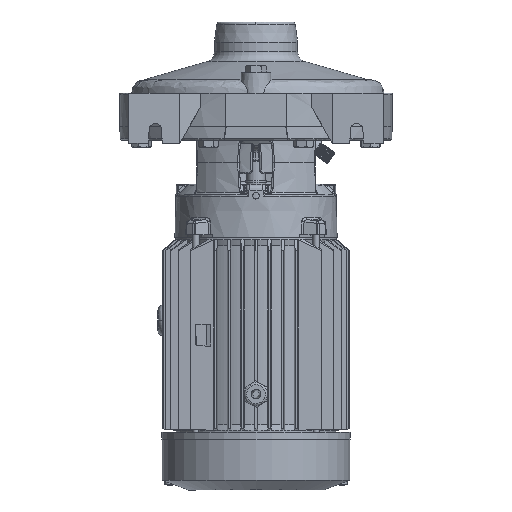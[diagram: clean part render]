
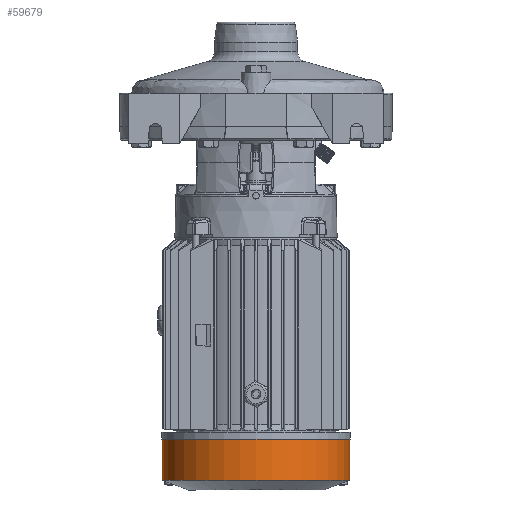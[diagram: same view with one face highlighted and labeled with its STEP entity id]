
A CAD part, front view. The second image highlights one B-rep face of the part: STEP entity #59679.
In plain terms, the highlighted cylindrical face has radius 70 mm (diameter 140 mm), a partial arc.
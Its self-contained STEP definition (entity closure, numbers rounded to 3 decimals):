
#2824 = CARTESIAN_POINT ( 'NONE',  ( 0., 0., 154. ) ) ;
#11609 = EDGE_CURVE ( 'NONE', #125138, #66252, #148787, .T. ) ;
#19490 = CARTESIAN_POINT ( 'NONE',  ( 70., 0., 154. ) ) ;
#22129 = VERTEX_POINT ( 'NONE', #32208 ) ;
#24953 = CARTESIAN_POINT ( 'NONE',  ( -70., 0., 154. ) ) ;
#30656 = VERTEX_POINT ( 'NONE', #24953 ) ;
#32208 = CARTESIAN_POINT ( 'NONE',  ( -70., 0., 184.697 ) ) ;
#36195 = VECTOR ( 'NONE', #78168, 1000. ) ;
#37466 = CARTESIAN_POINT ( 'NONE',  ( 70., 0., 154. ) ) ;
#53603 = DIRECTION ( 'NONE',  ( 1., 0., 0. ) ) ;
#53622 = CIRCLE ( 'NONE', #160933, 70. ) ;
#54257 = DIRECTION ( 'NONE',  ( 0., 0., 1. ) ) ;
#54609 = CARTESIAN_POINT ( 'NONE',  ( 0., 0., 154. ) ) ;
#59679 = ADVANCED_FACE ( 'NONE', ( #176125 ), #206617, .T. ) ;
#66252 = VERTEX_POINT ( 'NONE', #85397 ) ;
#67144 = EDGE_CURVE ( 'NONE', #30656, #22129, #105552, .T. ) ;
#78168 = DIRECTION ( 'NONE',  ( 0., 0., 1. ) ) ;
#78880 = AXIS2_PLACEMENT_3D ( 'NONE', #2824, #96283, #111007 ) ;
#85397 = CARTESIAN_POINT ( 'NONE',  ( 70., 0., 184.697 ) ) ;
#90109 = ORIENTED_EDGE ( 'NONE', *, *, #67144, .F. ) ;
#93686 = DIRECTION ( 'NONE',  ( 1., 0., 0. ) ) ;
#96283 = DIRECTION ( 'NONE',  ( 0., 0., 1. ) ) ;
#98837 = EDGE_CURVE ( 'NONE', #30656, #125138, #170319, .T. ) ;
#104649 = ORIENTED_EDGE ( 'NONE', *, *, #150924, .T. ) ;
#105552 = LINE ( 'NONE', #186435, #36195 ) ;
#110488 = CARTESIAN_POINT ( 'NONE',  ( 0., 0., 184.697 ) ) ;
#111007 = DIRECTION ( 'NONE',  ( 1., 0., 0. ) ) ;
#125138 = VERTEX_POINT ( 'NONE', #19490 ) ;
#148787 = LINE ( 'NONE', #37466, #183818 ) ;
#150924 = EDGE_CURVE ( 'NONE', #66252, #22129, #53622, .T. ) ;
#160264 = AXIS2_PLACEMENT_3D ( 'NONE', #54609, #197522, #53603 ) ;
#160933 = AXIS2_PLACEMENT_3D ( 'NONE', #110488, #190332, #93686 ) ;
#165510 = ORIENTED_EDGE ( 'NONE', *, *, #98837, .T. ) ;
#170319 = CIRCLE ( 'NONE', #160264, 70. ) ;
#176125 = FACE_OUTER_BOUND ( 'NONE', #176428, .T. ) ;
#176428 = EDGE_LOOP ( 'NONE', ( #90109, #165510, #188248, #104649 ) ) ;
#183818 = VECTOR ( 'NONE', #54257, 1000. ) ;
#186435 = CARTESIAN_POINT ( 'NONE',  ( -70., 0., 154. ) ) ;
#188248 = ORIENTED_EDGE ( 'NONE', *, *, #11609, .T. ) ;
#190332 = DIRECTION ( 'NONE',  ( 0., 0., -1. ) ) ;
#197522 = DIRECTION ( 'NONE',  ( 0., 0., 1. ) ) ;
#206617 = CYLINDRICAL_SURFACE ( 'NONE', #78880, 70. ) ;
